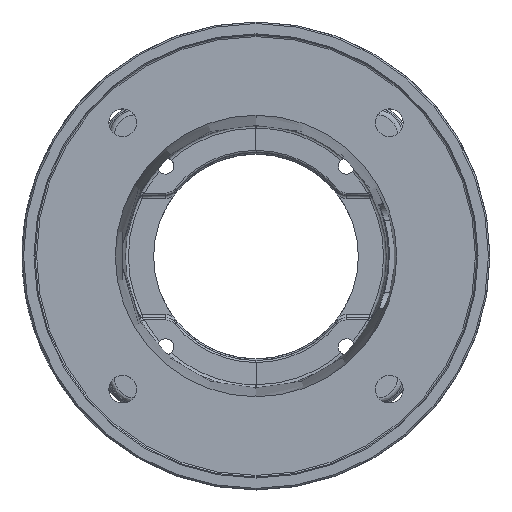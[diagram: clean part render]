
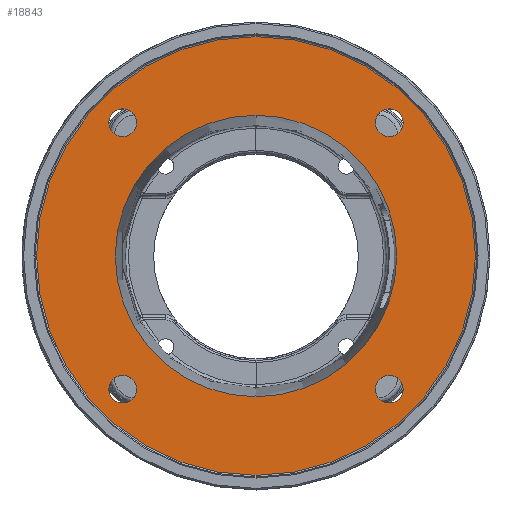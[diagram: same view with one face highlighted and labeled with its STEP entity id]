
A CAD part, top view. The second image highlights one B-rep face of the part: STEP entity #18843.
In plain terms, the highlighted planar face has unit normal (0, 0, 1).
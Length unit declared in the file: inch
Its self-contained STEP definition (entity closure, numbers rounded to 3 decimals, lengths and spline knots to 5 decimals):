
#608=CARTESIAN_POINT('',(0.,0.,-0.2075));
#609=DIRECTION('',(0.,0.,1.));
#610=DIRECTION('',(0.,1.,0.));
#611=AXIS2_PLACEMENT_3D('',#608,#609,#610);
#2136=CARTESIAN_POINT('',(0.,0.,-0.2075));
#2137=DIRECTION('',(0.,0.,1.));
#2138=DIRECTION('',(0.,-1.,0.));
#2139=AXIS2_PLACEMENT_3D('',#2136,#2137,#2138);
#3550=CARTESIAN_POINT('',(0.,0.,-0.2075));
#3551=DIRECTION('',(0.,0.,-1.));
#3552=DIRECTION('',(0.,1.,0.));
#3553=AXIS2_PLACEMENT_3D('',#3550,#3551,#3552);
#3555=CARTESIAN_POINT('',(0.,0.,-0.2075));
#3556=DIRECTION('',(0.,0.,1.));
#3557=DIRECTION('',(0.,1.,0.));
#3558=AXIS2_PLACEMENT_3D('',#3555,#3556,#3557);
#3606=CARTESIAN_POINT('',(-2.56326,2.56326,-0.2075));
#3607=DIRECTION('',(0.,0.,-1.));
#3608=DIRECTION('',(-0.707,0.707,0.));
#3609=AXIS2_PLACEMENT_3D('',#3606,#3607,#3608);
#3616=CARTESIAN_POINT('',(-2.56326,2.56326,-0.2075));
#3617=DIRECTION('',(0.,0.,-1.));
#3618=DIRECTION('',(0.707,-0.707,0.));
#3619=AXIS2_PLACEMENT_3D('',#3616,#3617,#3618);
#3642=CARTESIAN_POINT('',(-2.56326,-2.56326,-0.2075));
#3643=DIRECTION('',(0.,0.,-1.));
#3644=DIRECTION('',(-0.707,-0.707,0.));
#3645=AXIS2_PLACEMENT_3D('',#3642,#3643,#3644);
#3652=CARTESIAN_POINT('',(-2.56326,-2.56326,-0.2075));
#3653=DIRECTION('',(0.,0.,-1.));
#3654=DIRECTION('',(0.707,0.707,0.));
#3655=AXIS2_PLACEMENT_3D('',#3652,#3653,#3654);
#3678=CARTESIAN_POINT('',(2.56326,-2.56326,-0.2075));
#3679=DIRECTION('',(0.,0.,-1.));
#3680=DIRECTION('',(0.707,-0.707,0.));
#3681=AXIS2_PLACEMENT_3D('',#3678,#3679,#3680);
#3688=CARTESIAN_POINT('',(2.56326,-2.56326,-0.2075));
#3689=DIRECTION('',(0.,0.,-1.));
#3690=DIRECTION('',(-0.707,0.707,0.));
#3691=AXIS2_PLACEMENT_3D('',#3688,#3689,#3690);
#3714=CARTESIAN_POINT('',(2.56326,2.56326,-0.2075));
#3715=DIRECTION('',(0.,0.,-1.));
#3716=DIRECTION('',(0.707,0.707,0.));
#3717=AXIS2_PLACEMENT_3D('',#3714,#3715,#3716);
#3724=CARTESIAN_POINT('',(2.56326,2.56326,-0.2075));
#3725=DIRECTION('',(0.,0.,-1.));
#3726=DIRECTION('',(-0.707,-0.707,0.));
#3727=AXIS2_PLACEMENT_3D('',#3724,#3725,#3726);
#11929=CARTESIAN_POINT('',(0.,4.22,-0.2075));
#11931=VERTEX_POINT('',#11929);
#11935=CARTESIAN_POINT('',(0.,-4.22,-0.2075));
#11937=VERTEX_POINT('',#11935);
#11941=CARTESIAN_POINT('',(0.,2.70736,-0.2075));
#11942=CARTESIAN_POINT('',(0.,-2.70736,-0.2075));
#11943=VERTEX_POINT('',#11941);
#11944=VERTEX_POINT('',#11942);
#11949=CARTESIAN_POINT('',(-2.75065,2.75065,-0.2075));
#11950=CARTESIAN_POINT('',(-2.37588,2.37588,-0.2075));
#11951=VERTEX_POINT('',#11949);
#11952=VERTEX_POINT('',#11950);
#11953=CARTESIAN_POINT('',(-2.75065,-2.75065,-0.2075));
#11954=CARTESIAN_POINT('',(-2.37588,-2.37588,-0.2075));
#11955=VERTEX_POINT('',#11953);
#11956=VERTEX_POINT('',#11954);
#11957=CARTESIAN_POINT('',(2.75065,-2.75065,-0.2075));
#11958=CARTESIAN_POINT('',(2.37588,-2.37588,-0.2075));
#11959=VERTEX_POINT('',#11957);
#11960=VERTEX_POINT('',#11958);
#11961=CARTESIAN_POINT('',(2.75065,2.75065,-0.2075));
#11962=CARTESIAN_POINT('',(2.37588,2.37588,-0.2075));
#11963=VERTEX_POINT('',#11961);
#11964=VERTEX_POINT('',#11962);
#18804=CARTESIAN_POINT('',(0.,0.,-0.2075));
#18805=DIRECTION('',(0.,0.,1.));
#18806=DIRECTION('',(0.,1.,0.));
#18807=AXIS2_PLACEMENT_3D('',#18804,#18805,#18806);
#18808=PLANE('',#18807);
#18810=ORIENTED_EDGE('',*,*,#18809,.T.);
#18812=ORIENTED_EDGE('',*,*,#18811,.F.);
#18813=EDGE_LOOP('',(#18810,#18812));
#18814=FACE_OUTER_BOUND('',#18813,.F.);
#18815=ORIENTED_EDGE('',*,*,#12919,.T.);
#18816=ORIENTED_EDGE('',*,*,#15753,.T.);
#18817=EDGE_LOOP('',(#18815,#18816));
#18818=FACE_BOUND('',#18817,.F.);
#18820=ORIENTED_EDGE('',*,*,#18819,.F.);
#18822=ORIENTED_EDGE('',*,*,#18821,.F.);
#18823=EDGE_LOOP('',(#18820,#18822));
#18824=FACE_BOUND('',#18823,.F.);
#18826=ORIENTED_EDGE('',*,*,#18825,.F.);
#18828=ORIENTED_EDGE('',*,*,#18827,.F.);
#18829=EDGE_LOOP('',(#18826,#18828));
#18830=FACE_BOUND('',#18829,.F.);
#18832=ORIENTED_EDGE('',*,*,#18831,.F.);
#18834=ORIENTED_EDGE('',*,*,#18833,.F.);
#18835=EDGE_LOOP('',(#18832,#18834));
#18836=FACE_BOUND('',#18835,.F.);
#18838=ORIENTED_EDGE('',*,*,#18837,.F.);
#18840=ORIENTED_EDGE('',*,*,#18839,.F.);
#18841=EDGE_LOOP('',(#18838,#18840));
#18842=FACE_BOUND('',#18841,.F.);
#18843=ADVANCED_FACE('',(#18814,#18818,#18824,#18830,#18836,#18842),#18808,.T.);
#612=CIRCLE('',#611,2.70736);
#2140=CIRCLE('',#2139,2.70736);
#3554=CIRCLE('',#3553,4.22);
#3559=CIRCLE('',#3558,4.22);
#3610=CIRCLE('',#3609,0.265);
#3620=CIRCLE('',#3619,0.265);
#3646=CIRCLE('',#3645,0.265);
#3656=CIRCLE('',#3655,0.265);
#3682=CIRCLE('',#3681,0.265);
#3692=CIRCLE('',#3691,0.265);
#3718=CIRCLE('',#3717,0.265);
#3728=CIRCLE('',#3727,0.265);
#12919=EDGE_CURVE('',#11943,#11944,#612,.T.);
#15753=EDGE_CURVE('',#11944,#11943,#2140,.T.);
#18809=EDGE_CURVE('',#11931,#11937,#3554,.T.);
#18811=EDGE_CURVE('',#11931,#11937,#3559,.T.);
#18819=EDGE_CURVE('',#11951,#11952,#3610,.T.);
#18821=EDGE_CURVE('',#11952,#11951,#3620,.T.);
#18825=EDGE_CURVE('',#11955,#11956,#3646,.T.);
#18827=EDGE_CURVE('',#11956,#11955,#3656,.T.);
#18831=EDGE_CURVE('',#11959,#11960,#3682,.T.);
#18833=EDGE_CURVE('',#11960,#11959,#3692,.T.);
#18837=EDGE_CURVE('',#11963,#11964,#3718,.T.);
#18839=EDGE_CURVE('',#11964,#11963,#3728,.T.);
